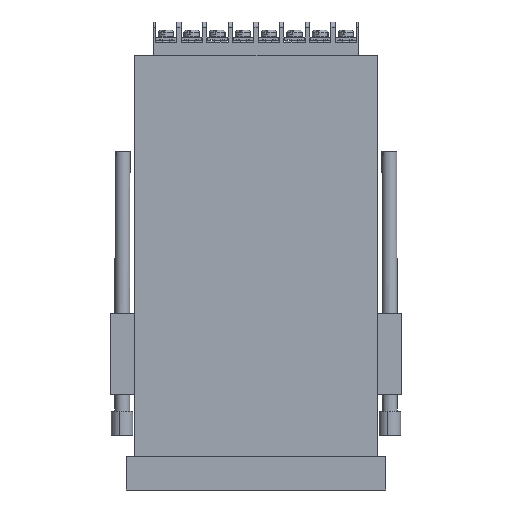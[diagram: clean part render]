
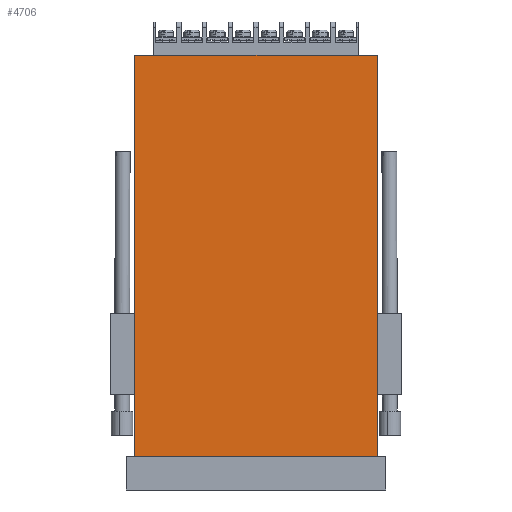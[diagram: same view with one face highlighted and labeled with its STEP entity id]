
A CAD part, front view. The second image highlights one B-rep face of the part: STEP entity #4706.
In plain terms, the highlighted planar face has unit normal (0, -1, 0.002).
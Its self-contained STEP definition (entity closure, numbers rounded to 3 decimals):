
#97 = CARTESIAN_POINT ( 'NONE',  ( -44.999, -22.499, -148.5 ) ) ;
#715 = CARTESIAN_POINT ( 'NONE',  ( -44.75, -22.25, 0.075 ) ) ;
#945 = ORIENTED_EDGE ( 'NONE', *, *, #17025, .F. ) ;
#2457 = PLANE ( 'NONE',  #4485 ) ;
#2594 = DIRECTION ( 'NONE',  ( -0.002, 0.002, 1. ) ) ;
#3421 = EDGE_LOOP ( 'NONE', ( #10199, #945, #5064, #5453 ) ) ;
#4328 = CARTESIAN_POINT ( 'NONE',  ( -44.75, -22.25, 0. ) ) ;
#4485 = AXIS2_PLACEMENT_3D ( 'NONE', #15678, #9851, #9666 ) ;
#4706 = ADVANCED_FACE ( 'NONE', ( #10403 ), #2457, .T. ) ;
#5064 = ORIENTED_EDGE ( 'NONE', *, *, #10398, .T. ) ;
#5221 = CARTESIAN_POINT ( 'NONE',  ( -44.75, -22.25, 0. ) ) ;
#5288 = DIRECTION ( 'NONE',  ( 1., 0., 0. ) ) ;
#5453 = ORIENTED_EDGE ( 'NONE', *, *, #8556, .T. ) ;
#6792 = VERTEX_POINT ( 'NONE', #9195 ) ;
#7189 = VECTOR ( 'NONE', #5288, 1000. ) ;
#7426 = EDGE_CURVE ( 'NONE', #8113, #16641, #11077, .T. ) ;
#8113 = VERTEX_POINT ( 'NONE', #4328 ) ;
#8291 = CARTESIAN_POINT ( 'NONE',  ( 44.75, -22.25, 0.15 ) ) ;
#8556 = EDGE_CURVE ( 'NONE', #6792, #16641, #17003, .T. ) ;
#9195 = CARTESIAN_POINT ( 'NONE',  ( 44.999, -22.499, -148.5 ) ) ;
#9650 = CARTESIAN_POINT ( 'NONE',  ( 44.75, -22.25, 0. ) ) ;
#9666 = DIRECTION ( 'NONE',  ( 0., -0.002, -1. ) ) ;
#9851 = DIRECTION ( 'NONE',  ( 0., -1., 0.002 ) ) ;
#9905 = VECTOR ( 'NONE', #2594, 1000. ) ;
#10199 = ORIENTED_EDGE ( 'NONE', *, *, #7426, .F. ) ;
#10398 = EDGE_CURVE ( 'NONE', #16144, #6792, #16462, .T. ) ;
#10403 = FACE_OUTER_BOUND ( 'NONE', #3421, .T. ) ;
#11077 = LINE ( 'NONE', #5221, #7189 ) ;
#12588 = VECTOR ( 'NONE', #14538, 1000. ) ;
#13517 = LINE ( 'NONE', #715, #18337 ) ;
#14538 = DIRECTION ( 'NONE',  ( 1., 0., 0. ) ) ;
#15112 = DIRECTION ( 'NONE',  ( 0.002, 0.002, 1. ) ) ;
#15678 = CARTESIAN_POINT ( 'NONE',  ( -44.75, -22.25, 0. ) ) ;
#16144 = VERTEX_POINT ( 'NONE', #97 ) ;
#16462 = LINE ( 'NONE', #17425, #12588 ) ;
#16641 = VERTEX_POINT ( 'NONE', #9650 ) ;
#17003 = LINE ( 'NONE', #8291, #9905 ) ;
#17025 = EDGE_CURVE ( 'NONE', #16144, #8113, #13517, .T. ) ;
#17425 = CARTESIAN_POINT ( 'NONE',  ( -44.75, -22.499, -148.5 ) ) ;
#18337 = VECTOR ( 'NONE', #15112, 1000. ) ;
